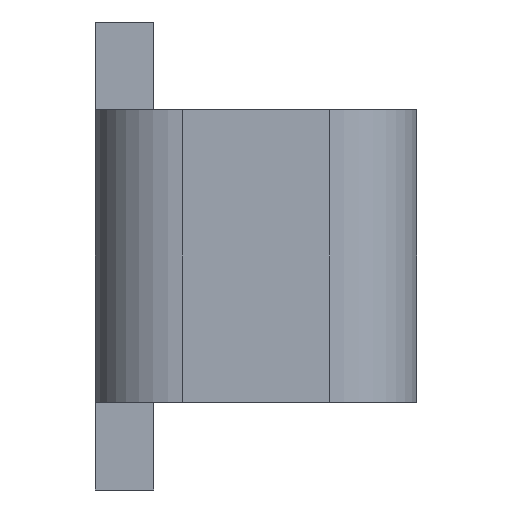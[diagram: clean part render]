
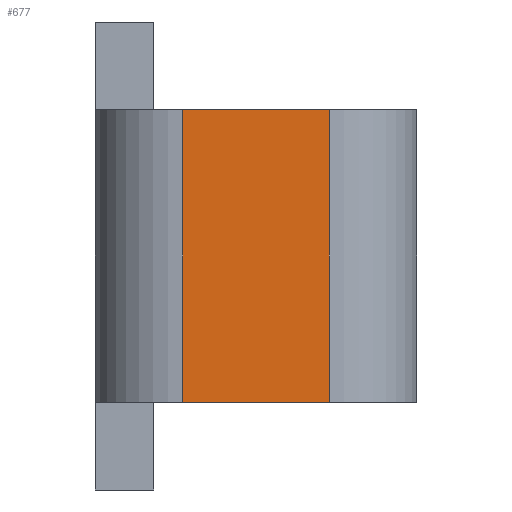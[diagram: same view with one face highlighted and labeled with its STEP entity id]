
A CAD part, left-side view. The second image highlights one B-rep face of the part: STEP entity #677.
In plain terms, the highlighted planar face has unit normal (-1, 0, 0).
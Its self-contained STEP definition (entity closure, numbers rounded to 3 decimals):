
#25=PLANE('',#752);
#55=FACE_OUTER_BOUND('',#91,.T.);
#91=EDGE_LOOP('',(#539,#540,#541,#542));
#122=LINE('',#1002,#199);
#125=LINE('',#1013,#202);
#161=LINE('',#1107,#238);
#162=LINE('',#1109,#239);
#199=VECTOR('',#802,1000.);
#202=VECTOR('',#811,1000.);
#238=VECTOR('',#893,1000.);
#239=VECTOR('',#896,1000.);
#303=VERTEX_POINT('',#999);
#304=VERTEX_POINT('',#1001);
#308=VERTEX_POINT('',#1010);
#309=VERTEX_POINT('',#1012);
#370=EDGE_CURVE('',#304,#303,#122,.T.);
#375=EDGE_CURVE('',#308,#309,#125,.T.);
#423=EDGE_CURVE('',#308,#304,#161,.T.);
#424=EDGE_CURVE('',#309,#303,#162,.T.);
#539=ORIENTED_EDGE('',*,*,#370,.T.);
#540=ORIENTED_EDGE('',*,*,#424,.F.);
#541=ORIENTED_EDGE('',*,*,#375,.F.);
#542=ORIENTED_EDGE('',*,*,#423,.T.);
#677=ADVANCED_FACE('',(#55),#25,.F.);
#752=AXIS2_PLACEMENT_3D('',#1108,#894,#895);
#802=DIRECTION('',(0.,-1.,0.));
#811=DIRECTION('',(0.,-1.,0.));
#893=DIRECTION('',(0.,0.,-1.));
#894=DIRECTION('center_axis',(1.,0.,0.));
#895=DIRECTION('ref_axis',(0.,0.,-1.));
#896=DIRECTION('',(0.,0.,-1.));
#999=CARTESIAN_POINT('',(0.528,44.212,0.));
#1001=CARTESIAN_POINT('',(0.528,49.212,0.));
#1002=CARTESIAN_POINT('',(0.528,44.212,0.));
#1010=CARTESIAN_POINT('',(0.528,49.212,10.));
#1012=CARTESIAN_POINT('',(0.528,44.212,10.));
#1013=CARTESIAN_POINT('',(0.528,44.212,10.));
#1107=CARTESIAN_POINT('',(0.528,49.212,10.));
#1108=CARTESIAN_POINT('Origin',(0.528,44.212,10.));
#1109=CARTESIAN_POINT('',(0.528,44.212,10.));
